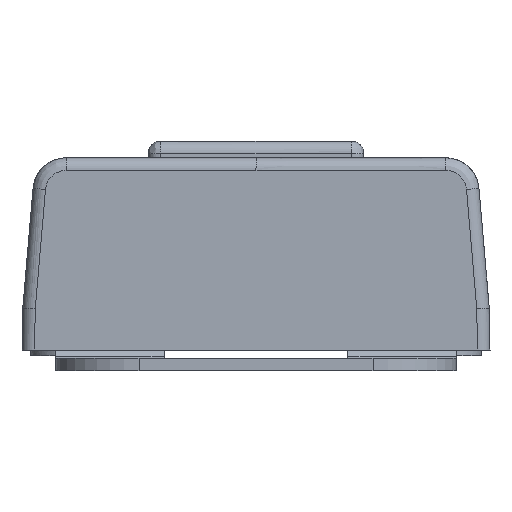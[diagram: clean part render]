
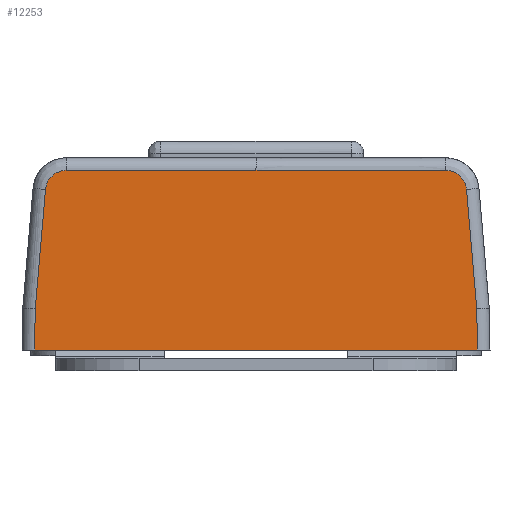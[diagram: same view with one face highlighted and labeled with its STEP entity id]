
A CAD part, left-side view. The second image highlights one B-rep face of the part: STEP entity #12253.
In plain terms, the highlighted planar face has unit normal (-1, 0, 0).
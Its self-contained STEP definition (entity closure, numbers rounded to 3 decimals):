
#30 = CARTESIAN_POINT ( 'NONE',  ( -125., -24.402, 20.849 ) ) ;
#74 = CARTESIAN_POINT ( 'NONE',  ( -125., 24.392, 20.858 ) ) ;
#133 = ORIENTED_EDGE ( 'NONE', *, *, #15886, .F. ) ;
#352 = EDGE_CURVE ( 'NONE', #6993, #14800, #8241, .T. ) ;
#386 = CARTESIAN_POINT ( 'NONE',  ( -125., -11.348, 21.5 ) ) ;
#901 = ORIENTED_EDGE ( 'NONE', *, *, #14782, .T. ) ;
#1096 = EDGE_CURVE ( 'NONE', #13578, #16182, #13628, .T. ) ;
#1141 = CARTESIAN_POINT ( 'NONE',  ( -125., 26.414, 4.923 ) ) ;
#1416 = CARTESIAN_POINT ( 'NONE',  ( -125., 23.139, 21.474 ) ) ;
#1424 = ORIENTED_EDGE ( 'NONE', *, *, #10955, .F. ) ;
#1442 = CARTESIAN_POINT ( 'NONE',  ( -125., -24.966, 20.082 ) ) ;
#1767 = DIRECTION ( 'NONE',  ( 0., 0.086, -0.996 ) ) ;
#1851 = VECTOR ( 'NONE', #3359, 1000. ) ;
#1857 = ORIENTED_EDGE ( 'NONE', *, *, #18022, .T. ) ;
#2022 = CARTESIAN_POINT ( 'NONE',  ( -125., 25.187, 19.214 ) ) ;
#2392 = LINE ( 'NONE', #16840, #4375 ) ;
#2453 = CARTESIAN_POINT ( 'NONE',  ( -125., 22.696, 21.5 ) ) ;
#3252 = EDGE_CURVE ( 'NONE', #7487, #6993, #11878, .T. ) ;
#3359 = DIRECTION ( 'NONE',  ( 0., -1., 0. ) ) ;
#4161 = DIRECTION ( 'NONE',  ( -1., 0., 0. ) ) ;
#4310 = CARTESIAN_POINT ( 'NONE',  ( -125., 25.187, 19.214 ) ) ;
#4375 = VECTOR ( 'NONE', #11130, 1000. ) ;
#4400 = ORIENTED_EDGE ( 'NONE', *, *, #16579, .T. ) ;
#4460 = ORIENTED_EDGE ( 'NONE', *, *, #352, .F. ) ;
#4525 = VERTEX_POINT ( 'NONE', #5380 ) ;
#4930 = LINE ( 'NONE', #7541, #1851 ) ;
#4963 = CARTESIAN_POINT ( 'NONE',  ( -125., 0., 21.5 ) ) ;
#5249 = LINE ( 'NONE', #13845, #17904 ) ;
#5380 = CARTESIAN_POINT ( 'NONE',  ( -125., -26.5, 0. ) ) ;
#5427 = DIRECTION ( 'NONE',  ( 0., 0.086, 0.996 ) ) ;
#5553 = CARTESIAN_POINT ( 'NONE',  ( -125., 25.122, 19.661 ) ) ;
#5595 = PLANE ( 'NONE',  #12477 ) ;
#5768 = DIRECTION ( 'NONE',  ( 0., 0.017, -1. ) ) ;
#5830 = CARTESIAN_POINT ( 'NONE',  ( -125., -23.593, 21.349 ) ) ;
#5907 = B_SPLINE_CURVE_WITH_KNOTS ( 'NONE', 3,
 ( #4310, #12628, #5553, #11185, #13885, #74, #15288, #12690, #1416, #14005, #8422 ),
 .UNSPECIFIED., .F., .F.,
 ( 4, 1, 1, 1, 1, 1, 1, 1, 4 ),
 ( 0., 0.12, 0.244, 0.372, 0.502, 0.631, 0.759, 0.883, 1. ),
 .UNSPECIFIED. ) ;
#6864 = DIRECTION ( 'NONE',  ( 0., 0., 1. ) ) ;
#6869 = CARTESIAN_POINT ( 'NONE',  ( -125., -26.5, 0. ) ) ;
#6993 = VERTEX_POINT ( 'NONE', #15372 ) ;
#7001 = CARTESIAN_POINT ( 'NONE',  ( -125., -26.414, 4.923 ) ) ;
#7099 = CARTESIAN_POINT ( 'NONE',  ( -125., -24.723, 20.49 ) ) ;
#7487 = VERTEX_POINT ( 'NONE', #4963 ) ;
#7541 = CARTESIAN_POINT ( 'NONE',  ( -125., 22.696, 21.5 ) ) ;
#7987 = VECTOR ( 'NONE', #1767, 1000. ) ;
#8241 = B_SPLINE_CURVE_WITH_KNOTS ( 'NONE', 3,
 ( #11338, #11281, #12767, #5830, #16985, #30, #7099, #1442, #16928, #15498, #15564 ),
 .UNSPECIFIED., .F., .F.,
 ( 4, 1, 1, 1, 1, 1, 1, 1, 4 ),
 ( 0., 0.12, 0.244, 0.372, 0.502, 0.631, 0.759, 0.883, 1. ),
 .UNSPECIFIED. ) ;
#8422 = CARTESIAN_POINT ( 'NONE',  ( -125., 22.696, 21.5 ) ) ;
#9094 = ORIENTED_EDGE ( 'NONE', *, *, #3252, .F. ) ;
#9629 = ORIENTED_EDGE ( 'NONE', *, *, #13146, .T. ) ;
#9810 = CARTESIAN_POINT ( 'NONE',  ( -125., -25.187, 19.214 ) ) ;
#10095 = VECTOR ( 'NONE', #15210, 1000. ) ;
#10142 = CARTESIAN_POINT ( 'NONE',  ( -125., -26.414, 4.923 ) ) ;
#10779 = LINE ( 'NONE', #7001, #12135 ) ;
#10955 = EDGE_CURVE ( 'NONE', #13578, #14609, #5907, .T. ) ;
#11130 = DIRECTION ( 'NONE',  ( 0., -1., 0. ) ) ;
#11185 = CARTESIAN_POINT ( 'NONE',  ( -125., 24.96, 20.094 ) ) ;
#11281 = CARTESIAN_POINT ( 'NONE',  ( -125., -22.845, 21.5 ) ) ;
#11338 = CARTESIAN_POINT ( 'NONE',  ( -125., -22.696, 21.5 ) ) ;
#11878 = LINE ( 'NONE', #386, #14708 ) ;
#12135 = VECTOR ( 'NONE', #5427, 1000. ) ;
#12253 = ADVANCED_FACE ( 'NONE', ( #16887 ), #5595, .T. ) ;
#12477 = AXIS2_PLACEMENT_3D ( 'NONE', #13920, #4161, #6864 ) ;
#12628 = CARTESIAN_POINT ( 'NONE',  ( -125., 25.174, 19.362 ) ) ;
#12690 = CARTESIAN_POINT ( 'NONE',  ( -125., 23.581, 21.354 ) ) ;
#12695 = VERTEX_POINT ( 'NONE', #10142 ) ;
#12767 = CARTESIAN_POINT ( 'NONE',  ( -125., -23.147, 21.473 ) ) ;
#13146 = EDGE_CURVE ( 'NONE', #16182, #15398, #5249, .T. ) ;
#13578 = VERTEX_POINT ( 'NONE', #17637 ) ;
#13628 = LINE ( 'NONE', #2022, #7987 ) ;
#13713 = ORIENTED_EDGE ( 'NONE', *, *, #1096, .T. ) ;
#13845 = CARTESIAN_POINT ( 'NONE',  ( -125., 26.414, 4.923 ) ) ;
#13885 = CARTESIAN_POINT ( 'NONE',  ( -125., 24.715, 20.5 ) ) ;
#13920 = CARTESIAN_POINT ( 'NONE',  ( -125., -26.5, 0. ) ) ;
#14005 = CARTESIAN_POINT ( 'NONE',  ( -125., 22.841, 21.5 ) ) ;
#14010 = LINE ( 'NONE', #6869, #10095 ) ;
#14609 = VERTEX_POINT ( 'NONE', #2453 ) ;
#14672 = CARTESIAN_POINT ( 'NONE',  ( -125., 26.5, 0. ) ) ;
#14708 = VECTOR ( 'NONE', #15782, 1000. ) ;
#14782 = EDGE_CURVE ( 'NONE', #12695, #14800, #10779, .T. ) ;
#14800 = VERTEX_POINT ( 'NONE', #9810 ) ;
#15210 = DIRECTION ( 'NONE',  ( 0., 0.017, 1. ) ) ;
#15288 = CARTESIAN_POINT ( 'NONE',  ( -125., 24.007, 21.147 ) ) ;
#15372 = CARTESIAN_POINT ( 'NONE',  ( -125., -22.696, 21.5 ) ) ;
#15398 = VERTEX_POINT ( 'NONE', #14672 ) ;
#15498 = CARTESIAN_POINT ( 'NONE',  ( -125., -25.175, 19.358 ) ) ;
#15564 = CARTESIAN_POINT ( 'NONE',  ( -125., -25.187, 19.214 ) ) ;
#15782 = DIRECTION ( 'NONE',  ( 0., -1., 0. ) ) ;
#15886 = EDGE_CURVE ( 'NONE', #14609, #7487, #4930, .T. ) ;
#16182 = VERTEX_POINT ( 'NONE', #1141 ) ;
#16234 = EDGE_LOOP ( 'NONE', ( #1857, #4400, #901, #4460, #9094, #133, #1424, #13713, #9629 ) ) ;
#16579 = EDGE_CURVE ( 'NONE', #4525, #12695, #14010, .T. ) ;
#16840 = CARTESIAN_POINT ( 'NONE',  ( -125., -26.5, 0. ) ) ;
#16887 = FACE_OUTER_BOUND ( 'NONE', #16234, .T. ) ;
#16928 = CARTESIAN_POINT ( 'NONE',  ( -125., -25.124, 19.652 ) ) ;
#16985 = CARTESIAN_POINT ( 'NONE',  ( -125., -24.019, 21.14 ) ) ;
#17637 = CARTESIAN_POINT ( 'NONE',  ( -125., 25.187, 19.214 ) ) ;
#17904 = VECTOR ( 'NONE', #5768, 1000. ) ;
#18022 = EDGE_CURVE ( 'NONE', #15398, #4525, #2392, .T. ) ;
